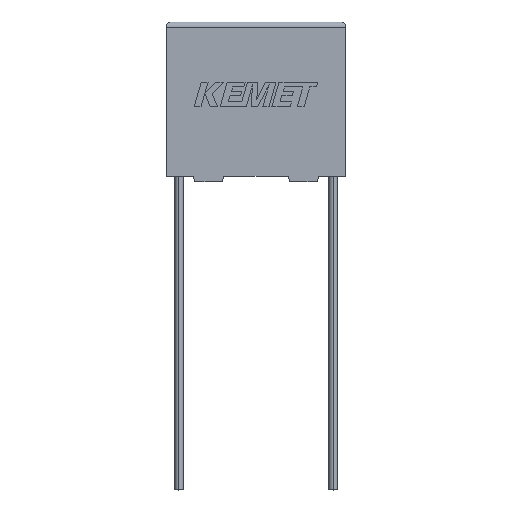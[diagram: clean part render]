
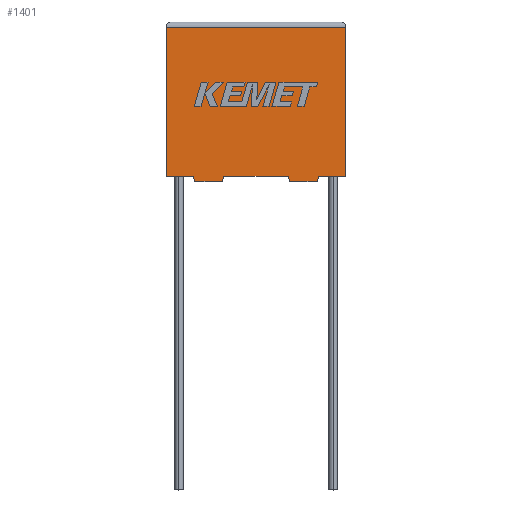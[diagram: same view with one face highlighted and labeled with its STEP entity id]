
A CAD part, top view. The second image highlights one B-rep face of the part: STEP entity #1401.
In plain terms, the highlighted planar face has unit normal (0, 0, 1).
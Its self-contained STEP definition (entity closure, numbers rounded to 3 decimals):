
#31 = DIRECTION ( 'NONE',  ( 0., 1., 0. ) ) ;
#95 = CARTESIAN_POINT ( 'NONE',  ( 12.023, -0.5, 9.5 ) ) ;
#104 = CARTESIAN_POINT ( 'NONE',  ( 12.023, -0.5, 9.5 ) ) ;
#146 = VECTOR ( 'NONE', #2407, 1000. ) ;
#194 = EDGE_CURVE ( 'NONE', #1708, #895, #311, .T. ) ;
#226 = DIRECTION ( 'NONE',  ( 0., 0., -1. ) ) ;
#261 = VECTOR ( 'NONE', #1934, 1000. ) ;
#275 = ORIENTED_EDGE ( 'NONE', *, *, #1463, .T. ) ;
#306 = LINE ( 'NONE', #2255, #755 ) ;
#311 = LINE ( 'NONE', #2944, #723 ) ;
#333 = VECTOR ( 'NONE', #1641, 1000. ) ;
#377 = DIRECTION ( 'NONE',  ( -1., 0., 0. ) ) ;
#397 = CARTESIAN_POINT ( 'NONE',  ( 2.8, -0.5, 9.5 ) ) ;
#411 = VERTEX_POINT ( 'NONE', #1216 ) ;
#471 = DIRECTION ( 'NONE',  ( -1., 0., 0. ) ) ;
#472 = VERTEX_POINT ( 'NONE', #1527 ) ;
#487 = LINE ( 'NONE', #2010, #3063 ) ;
#511 = DIRECTION ( 'NONE',  ( 0.287, -0.958, 0. ) ) ;
#548 = EDGE_CURVE ( 'NONE', #2451, #472, #306, .T. ) ;
#550 = VERTEX_POINT ( 'NONE', #2519 ) ;
#557 = CARTESIAN_POINT ( 'NONE',  ( 0., 14.5, 9.5 ) ) ;
#609 = VERTEX_POINT ( 'NONE', #104 ) ;
#662 = VERTEX_POINT ( 'NONE', #2566 ) ;
#671 = VERTEX_POINT ( 'NONE', #888 ) ;
#674 = VERTEX_POINT ( 'NONE', #1649 ) ;
#680 = DIRECTION ( 'NONE',  ( 0., -1., 0. ) ) ;
#723 = VECTOR ( 'NONE', #901, 1000. ) ;
#737 = CARTESIAN_POINT ( 'NONE',  ( 5.628, 0., 9.5 ) ) ;
#755 = VECTOR ( 'NONE', #2265, 1000. ) ;
#824 = VECTOR ( 'NONE', #680, 1000. ) ;
#843 = DIRECTION ( 'NONE',  ( -0.287, 0.958, 0. ) ) ;
#888 = CARTESIAN_POINT ( 'NONE',  ( 0., 14.5, 9.5 ) ) ;
#895 = VERTEX_POINT ( 'NONE', #737 ) ;
#901 = DIRECTION ( 'NONE',  ( 0.287, 0.958, 0. ) ) ;
#909 = ORIENTED_EDGE ( 'NONE', *, *, #194, .T. ) ;
#951 = CARTESIAN_POINT ( 'NONE',  ( 0., 0., 9.5 ) ) ;
#956 = ORIENTED_EDGE ( 'NONE', *, *, #1331, .T. ) ;
#963 = VERTEX_POINT ( 'NONE', #2050 ) ;
#1004 = CARTESIAN_POINT ( 'NONE',  ( 2.65, 0., 9.5 ) ) ;
#1048 = EDGE_CURVE ( 'NONE', #472, #963, #2023, .T. ) ;
#1203 = CARTESIAN_POINT ( 'NONE',  ( 0., 0., 9.5 ) ) ;
#1216 = CARTESIAN_POINT ( 'NONE',  ( 14.7, -0.5, 9.5 ) ) ;
#1331 = EDGE_CURVE ( 'NONE', #3052, #662, #2645, .T. ) ;
#1356 = EDGE_CURVE ( 'NONE', #671, #3052, #2548, .T. ) ;
#1385 = ORIENTED_EDGE ( 'NONE', *, *, #2041, .F. ) ;
#1401 = ADVANCED_FACE ( 'NONE', ( #2754 ), #1686, .F. ) ;
#1452 = VECTOR ( 'NONE', #511, 1000. ) ;
#1463 = EDGE_CURVE ( 'NONE', #662, #550, #2683, .T. ) ;
#1476 = ORIENTED_EDGE ( 'NONE', *, *, #1870, .T. ) ;
#1479 = ORIENTED_EDGE ( 'NONE', *, *, #548, .T. ) ;
#1490 = LINE ( 'NONE', #2662, #146 ) ;
#1500 = ORIENTED_EDGE ( 'NONE', *, *, #1845, .T. ) ;
#1527 = CARTESIAN_POINT ( 'NONE',  ( 17.5, 0., 9.5 ) ) ;
#1641 = DIRECTION ( 'NONE',  ( -1., 0., 0. ) ) ;
#1649 = CARTESIAN_POINT ( 'NONE',  ( 11.873, 0., 9.5 ) ) ;
#1685 = EDGE_CURVE ( 'NONE', #411, #609, #1849, .T. ) ;
#1686 = PLANE ( 'NONE',  #2427 ) ;
#1708 = VERTEX_POINT ( 'NONE', #3064 ) ;
#1732 = LINE ( 'NONE', #397, #261 ) ;
#1818 = ORIENTED_EDGE ( 'NONE', *, *, #1685, .F. ) ;
#1845 = EDGE_CURVE ( 'NONE', #895, #674, #1490, .T. ) ;
#1849 = LINE ( 'NONE', #2836, #333 ) ;
#1870 = EDGE_CURVE ( 'NONE', #963, #671, #2048, .T. ) ;
#1918 = ORIENTED_EDGE ( 'NONE', *, *, #2216, .F. ) ;
#1934 = DIRECTION ( 'NONE',  ( 1., 0., 0. ) ) ;
#1947 = DIRECTION ( 'NONE',  ( 1., 0., 0. ) ) ;
#1973 = VECTOR ( 'NONE', #377, 1000. ) ;
#2010 = CARTESIAN_POINT ( 'NONE',  ( 14.85, 0., 9.5 ) ) ;
#2023 = LINE ( 'NONE', #2543, #2514 ) ;
#2041 = EDGE_CURVE ( 'NONE', #609, #674, #2956, .T. ) ;
#2046 = EDGE_CURVE ( 'NONE', #550, #1708, #1732, .T. ) ;
#2048 = LINE ( 'NONE', #557, #1973 ) ;
#2050 = CARTESIAN_POINT ( 'NONE',  ( 17.5, 14.5, 9.5 ) ) ;
#2095 = VECTOR ( 'NONE', #843, 1000. ) ;
#2216 = EDGE_CURVE ( 'NONE', #2451, #411, #487, .T. ) ;
#2255 = CARTESIAN_POINT ( 'NONE',  ( 0., 0., 9.5 ) ) ;
#2262 = ORIENTED_EDGE ( 'NONE', *, *, #1356, .T. ) ;
#2265 = DIRECTION ( 'NONE',  ( 1., 0., 0. ) ) ;
#2330 = ORIENTED_EDGE ( 'NONE', *, *, #2046, .T. ) ;
#2407 = DIRECTION ( 'NONE',  ( 1., 0., 0. ) ) ;
#2427 = AXIS2_PLACEMENT_3D ( 'NONE', #2430, #226, #471 ) ;
#2430 = CARTESIAN_POINT ( 'NONE',  ( 0., 0., 9.5 ) ) ;
#2451 = VERTEX_POINT ( 'NONE', #2630 ) ;
#2468 = VECTOR ( 'NONE', #1947, 1000. ) ;
#2514 = VECTOR ( 'NONE', #31, 1000. ) ;
#2519 = CARTESIAN_POINT ( 'NONE',  ( 2.8, -0.5, 9.5 ) ) ;
#2543 = CARTESIAN_POINT ( 'NONE',  ( 17.5, 0., 9.5 ) ) ;
#2548 = LINE ( 'NONE', #1203, #824 ) ;
#2566 = CARTESIAN_POINT ( 'NONE',  ( 2.65, 0., 9.5 ) ) ;
#2589 = DIRECTION ( 'NONE',  ( -0.287, -0.958, 0. ) ) ;
#2594 = ORIENTED_EDGE ( 'NONE', *, *, #1048, .T. ) ;
#2604 = EDGE_LOOP ( 'NONE', ( #2594, #1476, #2262, #956, #275, #2330, #909, #1500, #1385, #1818, #1918, #1479 ) ) ;
#2630 = CARTESIAN_POINT ( 'NONE',  ( 14.85, 0., 9.5 ) ) ;
#2645 = LINE ( 'NONE', #951, #2468 ) ;
#2662 = CARTESIAN_POINT ( 'NONE',  ( 0., 0., 9.5 ) ) ;
#2683 = LINE ( 'NONE', #1004, #1452 ) ;
#2754 = FACE_OUTER_BOUND ( 'NONE', #2604, .T. ) ;
#2836 = CARTESIAN_POINT ( 'NONE',  ( 14.7, -0.5, 9.5 ) ) ;
#2944 = CARTESIAN_POINT ( 'NONE',  ( 5.478, -0.5, 9.5 ) ) ;
#2952 = CARTESIAN_POINT ( 'NONE',  ( 0., 0., 9.5 ) ) ;
#2956 = LINE ( 'NONE', #95, #2095 ) ;
#3052 = VERTEX_POINT ( 'NONE', #2952 ) ;
#3063 = VECTOR ( 'NONE', #2589, 1000. ) ;
#3064 = CARTESIAN_POINT ( 'NONE',  ( 5.478, -0.5, 9.5 ) ) ;
